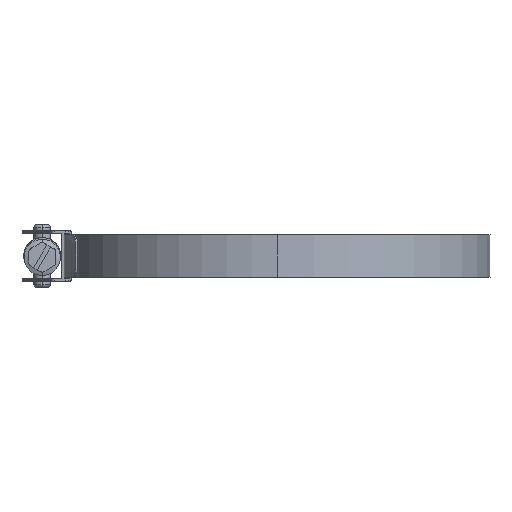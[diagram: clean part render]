
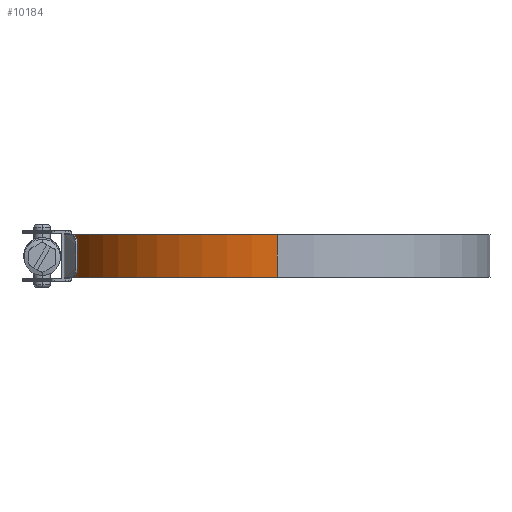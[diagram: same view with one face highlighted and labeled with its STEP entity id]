
A CAD part, left-side view. The second image highlights one B-rep face of the part: STEP entity #10184.
In plain terms, the highlighted cylindrical face has radius 64.03 mm (diameter 128.06 mm), a partial arc.
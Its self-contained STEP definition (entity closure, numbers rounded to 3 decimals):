
#408 = ORIENTED_EDGE ( 'NONE', *, *, #5784, .T. ) ;
#610 = CARTESIAN_POINT ( 'NONE',  ( -64.03, 0., 6.35 ) ) ;
#1819 = CARTESIAN_POINT ( 'NONE',  ( 0., 64.03, -6.35 ) ) ;
#1913 = VERTEX_POINT ( 'NONE', #11002 ) ;
#2002 = EDGE_CURVE ( 'NONE', #4160, #1913, #5915, .T. ) ;
#2934 = CARTESIAN_POINT ( 'NONE',  ( 0., 64.03, 6.35 ) ) ;
#3147 = EDGE_CURVE ( 'NONE', #11877, #4160, #7756, .T. ) ;
#3527 = CARTESIAN_POINT ( 'NONE',  ( 0., 0., 6.35 ) ) ;
#4160 = VERTEX_POINT ( 'NONE', #610 ) ;
#4967 = AXIS2_PLACEMENT_3D ( 'NONE', #6775, #7818, #10978 ) ;
#5625 = ORIENTED_EDGE ( 'NONE', *, *, #2002, .F. ) ;
#5784 = EDGE_CURVE ( 'NONE', #6566, #1913, #12597, .T. ) ;
#5915 = LINE ( 'NONE', #9201, #9068 ) ;
#6566 = VERTEX_POINT ( 'NONE', #1819 ) ;
#6775 = CARTESIAN_POINT ( 'NONE',  ( 0., 0., 6.35 ) ) ;
#7756 = CIRCLE ( 'NONE', #12378, 64.03 ) ;
#7760 = CARTESIAN_POINT ( 'NONE',  ( 0., 0., -6.35 ) ) ;
#7818 = DIRECTION ( 'NONE',  ( 0., 0., -1. ) ) ;
#8022 = CYLINDRICAL_SURFACE ( 'NONE', #4967, 64.03 ) ;
#8172 = DIRECTION ( 'NONE',  ( 0., 0., -1. ) ) ;
#8364 = EDGE_LOOP ( 'NONE', ( #5625, #9052, #12487, #408 ) ) ;
#8709 = DIRECTION ( 'NONE',  ( 0., 0., 1. ) ) ;
#9052 = ORIENTED_EDGE ( 'NONE', *, *, #3147, .F. ) ;
#9068 = VECTOR ( 'NONE', #8172, 1000. ) ;
#9201 = CARTESIAN_POINT ( 'NONE',  ( -64.03, 0., 6.35 ) ) ;
#10184 = ADVANCED_FACE ( 'NONE', ( #13067 ), #8022, .T. ) ;
#10428 = LINE ( 'NONE', #2934, #10877 ) ;
#10591 = AXIS2_PLACEMENT_3D ( 'NONE', #7760, #11814, #11958 ) ;
#10877 = VECTOR ( 'NONE', #12442, 1000. ) ;
#10978 = DIRECTION ( 'NONE',  ( -1., 0., 0. ) ) ;
#11002 = CARTESIAN_POINT ( 'NONE',  ( -64.03, 0., -6.35 ) ) ;
#11585 = EDGE_CURVE ( 'NONE', #11877, #6566, #10428, .T. ) ;
#11814 = DIRECTION ( 'NONE',  ( 0., 0., 1. ) ) ;
#11859 = DIRECTION ( 'NONE',  ( 1., 0., 0. ) ) ;
#11877 = VERTEX_POINT ( 'NONE', #11941 ) ;
#11941 = CARTESIAN_POINT ( 'NONE',  ( 0., 64.03, 6.35 ) ) ;
#11958 = DIRECTION ( 'NONE',  ( 1., 0., 0. ) ) ;
#12378 = AXIS2_PLACEMENT_3D ( 'NONE', #3527, #8709, #11859 ) ;
#12442 = DIRECTION ( 'NONE',  ( 0., 0., -1. ) ) ;
#12487 = ORIENTED_EDGE ( 'NONE', *, *, #11585, .T. ) ;
#12597 = CIRCLE ( 'NONE', #10591, 64.03 ) ;
#13067 = FACE_OUTER_BOUND ( 'NONE', #8364, .T. ) ;
